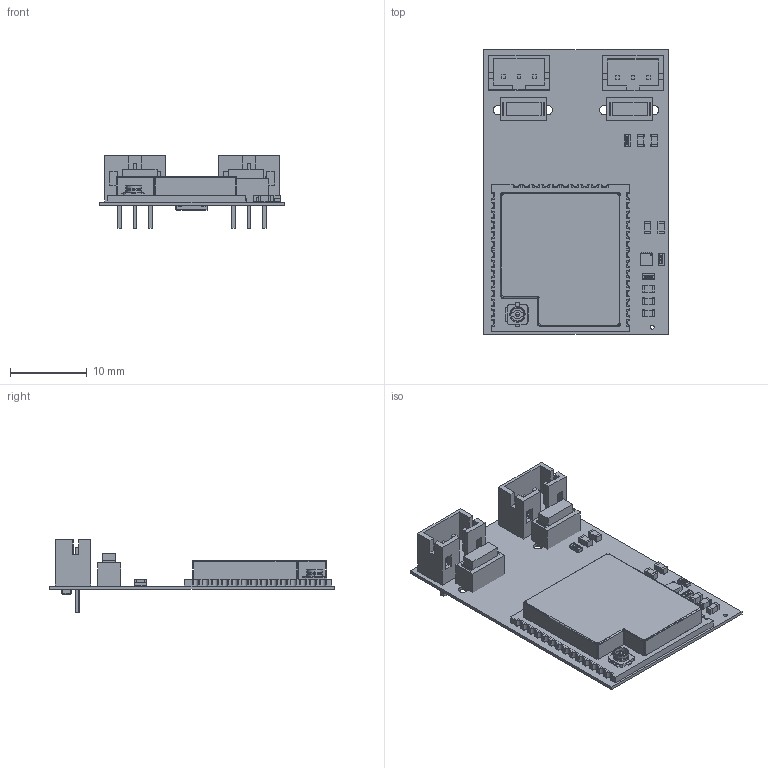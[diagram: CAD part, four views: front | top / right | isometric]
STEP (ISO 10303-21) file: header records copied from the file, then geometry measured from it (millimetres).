
FILE_DESCRIPTION(('Open CASCADE Model'),'2;1');
FILE_NAME('Open CASCADE Shape Model','2020-04-18T13:32:33',('Author'),( 'Open CASCADE'),'Open CASCADE STEP processor 6.8','Open CASCADE 6.8' ,'Unknown');
FILE_SCHEMA(('AUTOMOTIVE_DESIGN { 1 0 10303 214 1 1 1 1 }'));
Length unit declared in the file: millimetre
Products named in the file (30): PCB; Board; Open CASCADE STEP translator 6.8 8.1.1; R3; 0603_resistor; R2; R1; J3; JST_B3B-PH-K-S; J2; J1; HIROSE_BM24-10DP; IC1; 7980975984; Body; ThermalPin; PinsArrayLR; C7; 0603_cap; C6; C5; C4; C3; C2; C1; BT2; button-mini; BT1; A1; ESP32-WROOM-32U
Assembly tree (39 placements, depth 4):
  PCB
    Board
      Open CASCADE STEP translator 6.8 8.1.1
    R3
      0603_resistor
    R2
      0603_resistor
    R1
      0603_resistor
    J3
      JST_B3B-PH-K-S
    J2
      JST_B3B-PH-K-S
    J1
      HIROSE_BM24-10DP
    IC1
      7980975984
        Body
        ThermalPin
        PinsArrayLR
    C7
      0603_cap
    C6
      0603_cap
    C5
      0603_cap
    C4
      0603_cap
    C3
      0603_cap
    C2
      0603_cap
    C1
      0603_cap
    BT2
      button-mini
    BT1
      button-mini
    A1
      ESP32-WROOM-32U
Bounding box: 24 x 37 x 9.4 mm (x, y, z)
Volume: 1085.1 mm3; surface area: 4641.5 mm2
Topology: 72 solids, 72 shells, 1728 faces, 4454 edges, 2793 vertices
Faces by surface type: plane 1204, cylinder 380, sphere 118, bspline 16, cone 6, torus 4
Full cylindrical faces by diameter (mm): 0.2 x1, 0.5 x1, 0.7 x6, 1.2 x4
Entity records: 43119 total; most frequent: CARTESIAN_POINT 7374, ORIENTED_EDGE 6400, DIRECTION 6031, EDGE_CURVE 3200, LINE 2681, VECTOR 2681, VERTEX_POINT 2105, AXIS2_PLACEMENT_3D 1675
